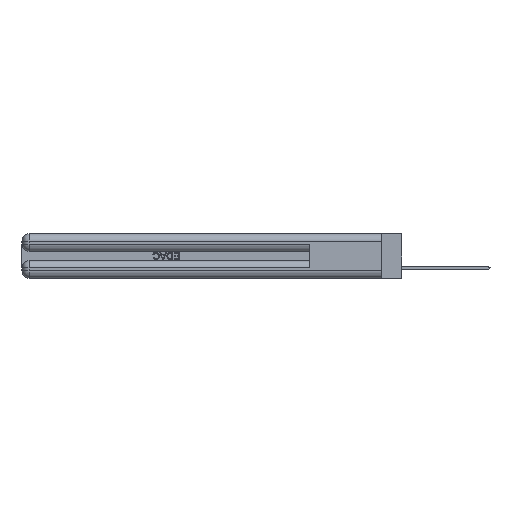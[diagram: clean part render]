
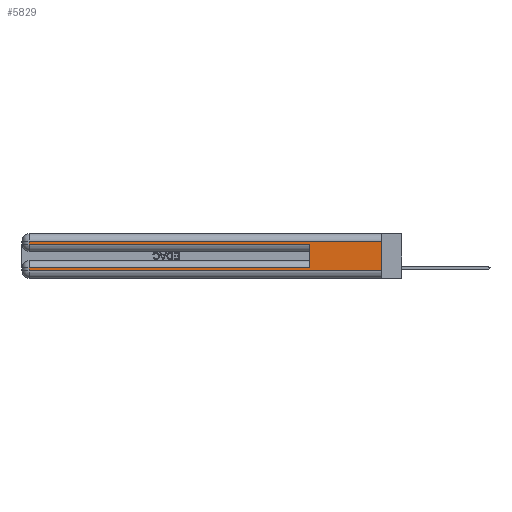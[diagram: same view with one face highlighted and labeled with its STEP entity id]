
A CAD part, left-side view. The second image highlights one B-rep face of the part: STEP entity #5829.
In plain terms, the highlighted planar face has unit normal (-1, 0, 0).
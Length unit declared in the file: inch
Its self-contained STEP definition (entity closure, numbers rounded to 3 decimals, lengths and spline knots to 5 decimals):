
#414 = DIRECTION ( 'NONE',  ( 0., 0., -1. ) ) ;
#2500 = EDGE_CURVE ( 'NONE', #9764, #4206, #7805, .T. ) ;
#3281 = CARTESIAN_POINT ( 'NONE',  ( 0., 0., 0.37 ) ) ;
#3302 = LINE ( 'NONE', #34545, #5264 ) ;
#3367 = EDGE_CURVE ( 'NONE', #8371, #21324, #3302, .T. ) ;
#3691 = LINE ( 'NONE', #38913, #22677 ) ;
#4206 = VERTEX_POINT ( 'NONE', #9885 ) ;
#4246 = CARTESIAN_POINT ( 'NONE',  ( 0., 0., 0.37 ) ) ;
#4911 = CARTESIAN_POINT ( 'NONE',  ( 0., 2.94, 0.285 ) ) ;
#5264 = VECTOR ( 'NONE', #32353, 39.37008 ) ;
#5342 = VECTOR ( 'NONE', #20366, 39.37008 ) ;
#5829 = ADVANCED_FACE ( 'NONE', ( #10260 ), #10463, .F. ) ;
#7233 = ORIENTED_EDGE ( 'NONE', *, *, #39793, .T. ) ;
#7496 = DIRECTION ( 'NONE',  ( 1., 0., 0. ) ) ;
#7797 = EDGE_CURVE ( 'NONE', #8371, #23211, #14450, .T. ) ;
#7805 = LINE ( 'NONE', #36589, #5342 ) ;
#7899 = AXIS2_PLACEMENT_3D ( 'NONE', #4246, #7496, #29333 ) ;
#8371 = VERTEX_POINT ( 'NONE', #24483 ) ;
#8472 = CARTESIAN_POINT ( 'NONE',  ( 0., 2.94, 0.06 ) ) ;
#9029 = CARTESIAN_POINT ( 'NONE',  ( 0., 2.94, 0.37 ) ) ;
#9724 = CARTESIAN_POINT ( 'NONE',  ( 0., 0.6, 0.145 ) ) ;
#9764 = VERTEX_POINT ( 'NONE', #8472 ) ;
#9885 = CARTESIAN_POINT ( 'NONE',  ( 0., 0., 0.06 ) ) ;
#10260 = FACE_OUTER_BOUND ( 'NONE', #24008, .T. ) ;
#10273 = DIRECTION ( 'NONE',  ( 0., 0., 1. ) ) ;
#10463 = PLANE ( 'NONE',  #7899 ) ;
#11679 = VECTOR ( 'NONE', #30838, 39.37008 ) ;
#12874 = LINE ( 'NONE', #3281, #39318 ) ;
#12983 = EDGE_CURVE ( 'NONE', #26739, #4206, #12874, .T. ) ;
#14450 = LINE ( 'NONE', #9724, #37432 ) ;
#15530 = LINE ( 'NONE', #9029, #39556 ) ;
#16145 = LINE ( 'NONE', #33981, #11679 ) ;
#16628 = CARTESIAN_POINT ( 'NONE',  ( 0., 2.94, 0.085 ) ) ;
#17191 = ORIENTED_EDGE ( 'NONE', *, *, #30345, .T. ) ;
#18641 = VERTEX_POINT ( 'NONE', #23034 ) ;
#18663 = CARTESIAN_POINT ( 'NONE',  ( 0., 0., 0.31 ) ) ;
#19936 = LINE ( 'NONE', #36324, #21884 ) ;
#20366 = DIRECTION ( 'NONE',  ( 0., -1., 0. ) ) ;
#21324 = VERTEX_POINT ( 'NONE', #16628 ) ;
#21740 = ORIENTED_EDGE ( 'NONE', *, *, #12983, .F. ) ;
#21884 = VECTOR ( 'NONE', #23628, 39.37008 ) ;
#22199 = EDGE_CURVE ( 'NONE', #21324, #9764, #15530, .T. ) ;
#22677 = VECTOR ( 'NONE', #33128, 39.37008 ) ;
#23034 = CARTESIAN_POINT ( 'NONE',  ( 0., 2.94, 0.31 ) ) ;
#23211 = VERTEX_POINT ( 'NONE', #26717 ) ;
#23214 = ORIENTED_EDGE ( 'NONE', *, *, #3367, .T. ) ;
#23628 = DIRECTION ( 'NONE',  ( 0., 1., 0. ) ) ;
#24008 = EDGE_LOOP ( 'NONE', ( #21740, #7233, #30843, #17191, #34443, #23214, #29180, #38846 ) ) ;
#24483 = CARTESIAN_POINT ( 'NONE',  ( 0., 0.6, 0.085 ) ) ;
#26717 = CARTESIAN_POINT ( 'NONE',  ( 0., 0.6, 0.285 ) ) ;
#26739 = VERTEX_POINT ( 'NONE', #18663 ) ;
#26933 = VERTEX_POINT ( 'NONE', #4911 ) ;
#29180 = ORIENTED_EDGE ( 'NONE', *, *, #22199, .T. ) ;
#29333 = DIRECTION ( 'NONE',  ( 0., 0., -1. ) ) ;
#30345 = EDGE_CURVE ( 'NONE', #26933, #23211, #3691, .T. ) ;
#30838 = DIRECTION ( 'NONE',  ( 0., 0., -1. ) ) ;
#30843 = ORIENTED_EDGE ( 'NONE', *, *, #35538, .T. ) ;
#32353 = DIRECTION ( 'NONE',  ( 0., 1., 0. ) ) ;
#33128 = DIRECTION ( 'NONE',  ( 0., -1., 0. ) ) ;
#33981 = CARTESIAN_POINT ( 'NONE',  ( 0., 2.94, 0.37 ) ) ;
#34280 = DIRECTION ( 'NONE',  ( 0., 0., -1. ) ) ;
#34443 = ORIENTED_EDGE ( 'NONE', *, *, #7797, .F. ) ;
#34545 = CARTESIAN_POINT ( 'NONE',  ( 0., 0., 0.085 ) ) ;
#35538 = EDGE_CURVE ( 'NONE', #18641, #26933, #16145, .T. ) ;
#36324 = CARTESIAN_POINT ( 'NONE',  ( 0., 0., 0.31 ) ) ;
#36589 = CARTESIAN_POINT ( 'NONE',  ( 0., 0., 0.06 ) ) ;
#37432 = VECTOR ( 'NONE', #10273, 39.37008 ) ;
#38846 = ORIENTED_EDGE ( 'NONE', *, *, #2500, .T. ) ;
#38913 = CARTESIAN_POINT ( 'NONE',  ( 0., 0., 0.285 ) ) ;
#39318 = VECTOR ( 'NONE', #414, 39.37008 ) ;
#39556 = VECTOR ( 'NONE', #34280, 39.37008 ) ;
#39793 = EDGE_CURVE ( 'NONE', #26739, #18641, #19936, .T. ) ;
